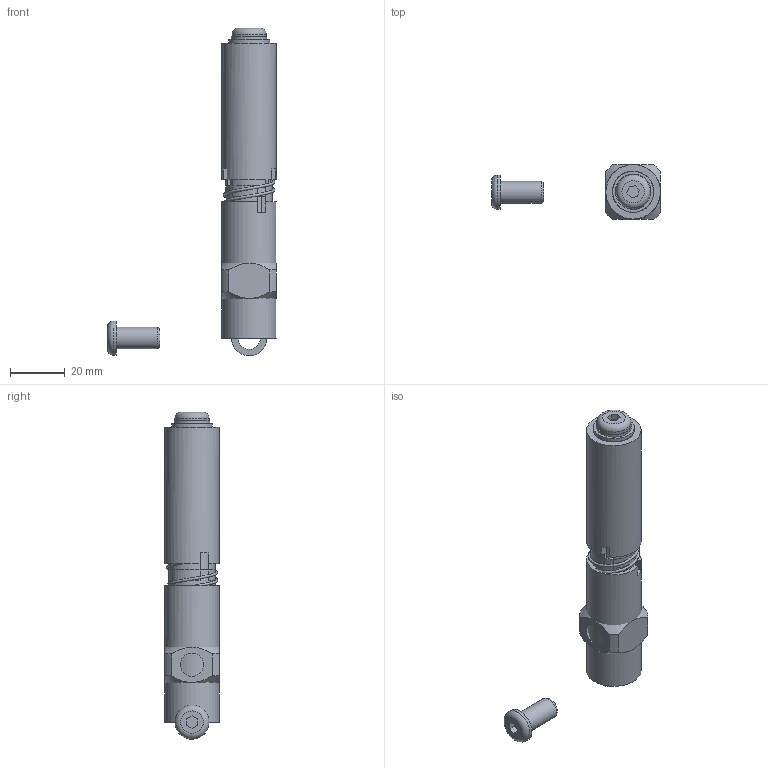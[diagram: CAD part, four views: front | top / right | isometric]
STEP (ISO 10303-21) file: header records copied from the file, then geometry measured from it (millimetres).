
FILE_DESCRIPTION( ( 'Unknown' ), '1' );
FILE_NAME( 'CA.GGVE.20141820.stp', 'Unknown', ( 'Unknown' ), ( 'Unknown' ), 'PSStep 13.0', 'Unknown', ' ' );
FILE_SCHEMA( ( 'AUTOMOTIVE_DESIGN { 1 0 10303 214 1 1 1 1 }' ) );
Length unit declared in the file: millimetre
Products named in the file (8): Assem1; M.19X35; GGD.20.14.18; R.8.SCH; GGVE.20.20; GGVE.20.2; V.TBCE8X16.BUTT; R.8
Bounding box: 61.9 x 20 x 120.1 mm (x, y, z)
Volume: 47443.1 mm3; surface area: 34949.7 mm2
Topology: 14 solids, 14 shells, 144 faces, 322 edges, 214 vertices
Faces by surface type: plane 80, cylinder 48, cone 12, bspline 2, torus 2
Full cylindrical faces by diameter (mm): 6.647 x2, 8 x2, 8.3 x4, 8.5 x2, 8.566 x2, 8.917 x2, 10 x2, 11.445 x2, 12.5 x2, 13 x2, 15 x2, 15.2 x2, 17 x2, 19 x2, 20 x2
Entity records: 3866 total; most frequent: CARTESIAN_POINT 1820, DIRECTION 326, ORIENTED_EDGE 256, AXIS2_PLACEMENT_3D 137, EDGE_CURVE 128, EDGE_LOOP 107, VERTEX_POINT 96, FACE_OUTER_BOUND 89
